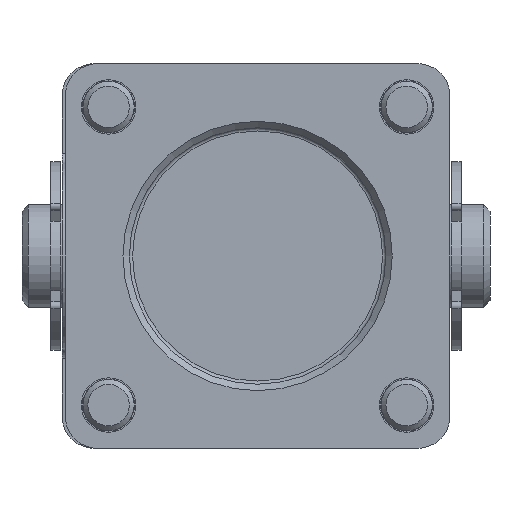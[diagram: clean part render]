
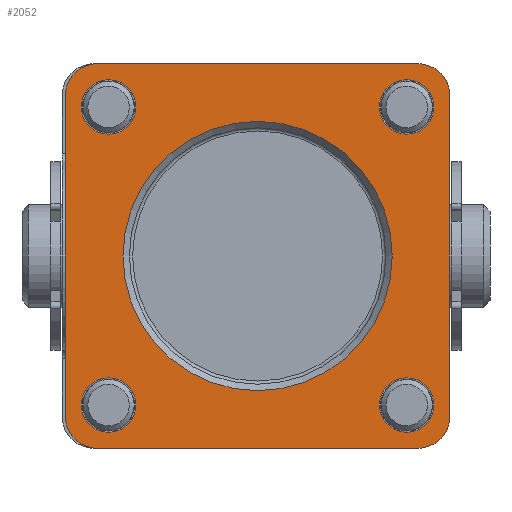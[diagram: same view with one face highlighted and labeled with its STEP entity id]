
A CAD part, front view. The second image highlights one B-rep face of the part: STEP entity #2052.
In plain terms, the highlighted planar face has unit normal (0, -1, 0).
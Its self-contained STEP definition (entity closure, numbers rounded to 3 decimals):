
#97=PLANE('',#2275);
#185=LINE('',#3314,#320);
#191=LINE('',#3325,#326);
#198=LINE('',#3343,#333);
#214=LINE('',#3400,#349);
#320=VECTOR('',#2598,1000.);
#326=VECTOR('',#2608,1000.);
#333=VECTOR('',#2623,1000.);
#349=VECTOR('',#2667,1000.);
#562=ORIENTED_EDGE('',*,*,#1091,.F.);
#563=ORIENTED_EDGE('',*,*,#1000,.T.);
#564=ORIENTED_EDGE('',*,*,#998,.T.);
#565=ORIENTED_EDGE('',*,*,#996,.T.);
#566=ORIENTED_EDGE('',*,*,#994,.T.);
#567=ORIENTED_EDGE('',*,*,#1004,.F.);
#568=ORIENTED_EDGE('',*,*,#1049,.F.);
#569=ORIENTED_EDGE('',*,*,#992,.F.);
#570=ORIENTED_EDGE('',*,*,#1059,.F.);
#571=ORIENTED_EDGE('',*,*,#988,.F.);
#572=ORIENTED_EDGE('',*,*,#1042,.F.);
#573=ORIENTED_EDGE('',*,*,#1008,.F.);
#574=ORIENTED_EDGE('',*,*,#1084,.F.);
#988=EDGE_CURVE('',#1267,#1268,#1461,.T.);
#992=EDGE_CURVE('',#1271,#1272,#1463,.T.);
#994=EDGE_CURVE('',#1273,#1273,#1464,.T.);
#996=EDGE_CURVE('',#1275,#1275,#1466,.T.);
#998=EDGE_CURVE('',#1277,#1277,#1468,.T.);
#1000=EDGE_CURVE('',#1279,#1279,#1470,.T.);
#1004=EDGE_CURVE('',#1283,#1284,#1473,.T.);
#1008=EDGE_CURVE('',#1287,#1288,#1475,.T.);
#1042=EDGE_CURVE('',#1288,#1267,#185,.T.);
#1049=EDGE_CURVE('',#1272,#1283,#191,.T.);
#1059=EDGE_CURVE('',#1268,#1271,#198,.T.);
#1084=EDGE_CURVE('',#1284,#1287,#214,.T.);
#1091=EDGE_CURVE('',#1344,#1344,#1497,.T.);
#1267=VERTEX_POINT('',#3188);
#1268=VERTEX_POINT('',#3190);
#1271=VERTEX_POINT('',#3197);
#1272=VERTEX_POINT('',#3199);
#1273=VERTEX_POINT('',#3203);
#1275=VERTEX_POINT('',#3208);
#1277=VERTEX_POINT('',#3213);
#1279=VERTEX_POINT('',#3218);
#1283=VERTEX_POINT('',#3226);
#1284=VERTEX_POINT('',#3228);
#1287=VERTEX_POINT('',#3235);
#1288=VERTEX_POINT('',#3237);
#1344=VERTEX_POINT('',#3412);
#1461=CIRCLE('',#2216,5.);
#1463=CIRCLE('',#2219,5.);
#1464=CIRCLE('',#2221,4.25);
#1466=CIRCLE('',#2224,4.25);
#1468=CIRCLE('',#2227,4.25);
#1470=CIRCLE('',#2230,4.25);
#1473=CIRCLE('',#2234,5.);
#1475=CIRCLE('',#2237,5.);
#1497=CIRCLE('',#2276,21.);
#1622=EDGE_LOOP('',(#562));
#1623=EDGE_LOOP('',(#563));
#1624=EDGE_LOOP('',(#564));
#1625=EDGE_LOOP('',(#565));
#1626=EDGE_LOOP('',(#566));
#1627=EDGE_LOOP('',(#567,#568,#569,#570,#571,#572,#573,#574));
#1813=FACE_BOUND('',#1622,.T.);
#1814=FACE_BOUND('',#1623,.T.);
#1815=FACE_BOUND('',#1624,.T.);
#1816=FACE_BOUND('',#1625,.T.);
#1817=FACE_BOUND('',#1626,.T.);
#1818=FACE_BOUND('',#1627,.T.);
#2052=ADVANCED_FACE('',(#1813,#1814,#1815,#1816,#1817,#1818),#97,.F.);
#2216=AXIS2_PLACEMENT_3D('',#3189,#2498,#2499);
#2219=AXIS2_PLACEMENT_3D('',#3198,#2506,#2507);
#2221=AXIS2_PLACEMENT_3D('',#3202,#2511,#2512);
#2224=AXIS2_PLACEMENT_3D('',#3207,#2517,#2518);
#2227=AXIS2_PLACEMENT_3D('',#3212,#2523,#2524);
#2230=AXIS2_PLACEMENT_3D('',#3217,#2529,#2530);
#2234=AXIS2_PLACEMENT_3D('',#3227,#2538,#2539);
#2237=AXIS2_PLACEMENT_3D('',#3236,#2546,#2547);
#2275=AXIS2_PLACEMENT_3D('',#3410,#2678,#2679);
#2276=AXIS2_PLACEMENT_3D('',#3411,#2680,#2681);
#2498=DIRECTION('',(0.,1.,0.));
#2499=DIRECTION('',(1.,0.,0.));
#2506=DIRECTION('',(0.,1.,0.));
#2507=DIRECTION('',(1.,0.,0.));
#2511=DIRECTION('',(0.,1.,0.));
#2512=DIRECTION('',(1.,0.,0.));
#2517=DIRECTION('',(0.,1.,0.));
#2518=DIRECTION('',(1.,0.,0.));
#2523=DIRECTION('',(0.,1.,0.));
#2524=DIRECTION('',(1.,0.,0.));
#2529=DIRECTION('',(0.,1.,0.));
#2530=DIRECTION('',(1.,0.,0.));
#2538=DIRECTION('',(0.,1.,0.));
#2539=DIRECTION('',(1.,0.,0.));
#2546=DIRECTION('',(0.,1.,0.));
#2547=DIRECTION('',(1.,0.,0.));
#2598=DIRECTION('',(1.,0.,0.));
#2608=DIRECTION('',(-1.,0.,0.));
#2623=DIRECTION('',(0.,0.,-1.));
#2667=DIRECTION('',(0.,0.,1.));
#2678=DIRECTION('',(0.,1.,0.));
#2679=DIRECTION('',(0.,0.,1.));
#2680=DIRECTION('',(0.,-1.,0.));
#2681=DIRECTION('',(0.,0.,-1.));
#3188=CARTESIAN_POINT('',(25.,0.,30.));
#3189=CARTESIAN_POINT('',(25.,0.,25.));
#3190=CARTESIAN_POINT('',(30.,0.,25.));
#3197=CARTESIAN_POINT('',(30.,0.,-25.));
#3198=CARTESIAN_POINT('',(25.,0.,-25.));
#3199=CARTESIAN_POINT('',(25.,0.,-30.));
#3202=CARTESIAN_POINT('',(23.25,0.,-23.25));
#3203=CARTESIAN_POINT('',(27.5,0.,-23.25));
#3207=CARTESIAN_POINT('',(23.25,0.,23.25));
#3208=CARTESIAN_POINT('',(27.5,0.,23.25));
#3212=CARTESIAN_POINT('',(-23.25,0.,-23.25));
#3213=CARTESIAN_POINT('',(-19.,0.,-23.25));
#3217=CARTESIAN_POINT('',(-23.25,0.,23.25));
#3218=CARTESIAN_POINT('',(-19.,0.,23.25));
#3226=CARTESIAN_POINT('',(-25.,0.,-30.));
#3227=CARTESIAN_POINT('',(-25.,0.,-25.));
#3228=CARTESIAN_POINT('',(-30.,0.,-25.));
#3235=CARTESIAN_POINT('',(-30.,0.,25.));
#3236=CARTESIAN_POINT('',(-25.,0.,25.));
#3237=CARTESIAN_POINT('',(-25.,0.,30.));
#3314=CARTESIAN_POINT('',(-25.,0.,30.));
#3325=CARTESIAN_POINT('',(25.,0.,-30.));
#3343=CARTESIAN_POINT('',(30.,0.,25.));
#3400=CARTESIAN_POINT('',(-30.,0.,-25.));
#3410=CARTESIAN_POINT('',(-25.,0.,-25.));
#3411=CARTESIAN_POINT('',(0.,0.,0.));
#3412=CARTESIAN_POINT('',(0.,0.,-21.));
